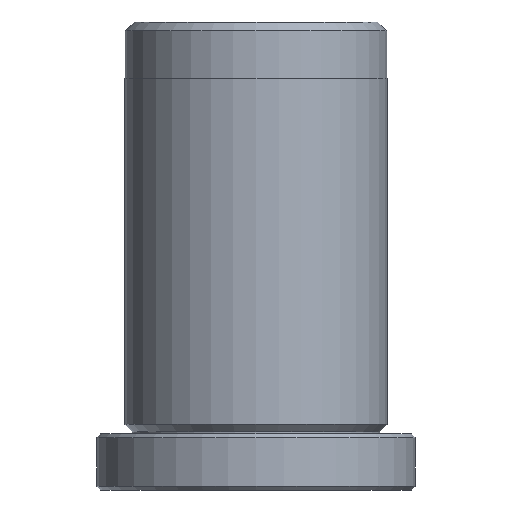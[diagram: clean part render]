
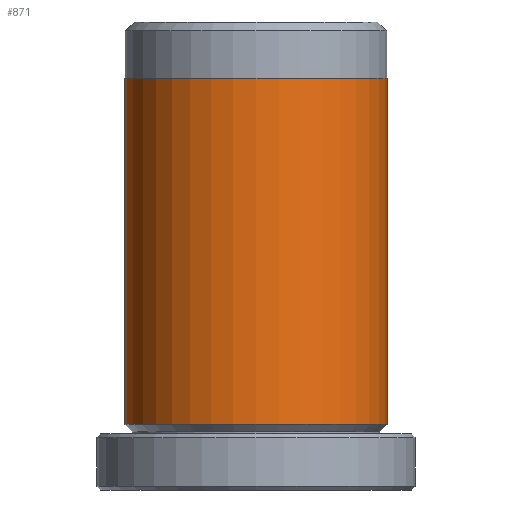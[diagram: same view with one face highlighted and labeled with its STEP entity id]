
A CAD part, front view. The second image highlights one B-rep face of the part: STEP entity #871.
In plain terms, the highlighted cylindrical face has radius 7 mm (diameter 14 mm), a partial arc.
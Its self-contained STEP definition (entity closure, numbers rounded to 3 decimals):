
#62 = CARTESIAN_POINT ( 'NONE',  ( -7., 0., 3.5 ) ) ;
#129 = ORIENTED_EDGE ( 'NONE', *, *, #1336, .F. ) ;
#155 = VERTEX_POINT ( 'NONE', #418 ) ;
#177 = CARTESIAN_POINT ( 'NONE',  ( 0., 0., 22. ) ) ;
#237 = CYLINDRICAL_SURFACE ( 'NONE', #1480, 7. ) ;
#238 = VERTEX_POINT ( 'NONE', #2002 ) ;
#252 = CARTESIAN_POINT ( 'NONE',  ( 0., 0., 25. ) ) ;
#304 = FACE_OUTER_BOUND ( 'NONE', #3116, .T. ) ;
#418 = CARTESIAN_POINT ( 'NONE',  ( 7., 0., 22. ) ) ;
#456 = VERTEX_POINT ( 'NONE', #62 ) ;
#463 = DIRECTION ( 'NONE',  ( 0., 0., -1. ) ) ;
#475 = DIRECTION ( 'NONE',  ( 1., 0., 0. ) ) ;
#558 = VECTOR ( 'NONE', #463, 1000. ) ;
#571 = VERTEX_POINT ( 'NONE', #3269 ) ;
#587 = DIRECTION ( 'NONE',  ( 0., 0., -1. ) ) ;
#661 = CARTESIAN_POINT ( 'NONE',  ( -7., 0., 25. ) ) ;
#871 = ADVANCED_FACE ( 'NONE', ( #304 ), #237, .T. ) ;
#883 = ORIENTED_EDGE ( 'NONE', *, *, #2868, .F. ) ;
#957 = CIRCLE ( 'NONE', #3272, 7. ) ;
#1045 = DIRECTION ( 'NONE',  ( 0., 0., -1. ) ) ;
#1107 = DIRECTION ( 'NONE',  ( -1., 0., 0. ) ) ;
#1336 = EDGE_CURVE ( 'NONE', #155, #238, #3273, .T. ) ;
#1340 = AXIS2_PLACEMENT_3D ( 'NONE', #177, #2017, #475 ) ;
#1480 = AXIS2_PLACEMENT_3D ( 'NONE', #252, #587, #1107 ) ;
#1598 = EDGE_CURVE ( 'NONE', #571, #456, #2862, .T. ) ;
#1752 = CIRCLE ( 'NONE', #1340, 7. ) ;
#2002 = CARTESIAN_POINT ( 'NONE',  ( 7., 0., 3.5 ) ) ;
#2017 = DIRECTION ( 'NONE',  ( 0., 0., 1. ) ) ;
#2194 = VECTOR ( 'NONE', #2705, 1000. ) ;
#2567 = CARTESIAN_POINT ( 'NONE',  ( 0., 0., 3.5 ) ) ;
#2705 = DIRECTION ( 'NONE',  ( 0., 0., -1. ) ) ;
#2744 = ORIENTED_EDGE ( 'NONE', *, *, #1598, .T. ) ;
#2818 = DIRECTION ( 'NONE',  ( -1., 0., 0. ) ) ;
#2850 = ORIENTED_EDGE ( 'NONE', *, *, #3217, .F. ) ;
#2862 = LINE ( 'NONE', #661, #2194 ) ;
#2868 = EDGE_CURVE ( 'NONE', #238, #456, #957, .T. ) ;
#3116 = EDGE_LOOP ( 'NONE', ( #129, #2850, #2744, #883 ) ) ;
#3217 = EDGE_CURVE ( 'NONE', #571, #155, #1752, .T. ) ;
#3264 = CARTESIAN_POINT ( 'NONE',  ( 7., 0., 25. ) ) ;
#3269 = CARTESIAN_POINT ( 'NONE',  ( -7., 0., 22. ) ) ;
#3272 = AXIS2_PLACEMENT_3D ( 'NONE', #2567, #1045, #2818 ) ;
#3273 = LINE ( 'NONE', #3264, #558 ) ;
